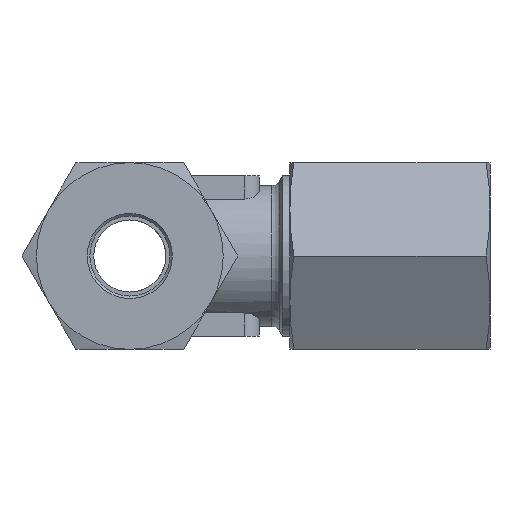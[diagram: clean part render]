
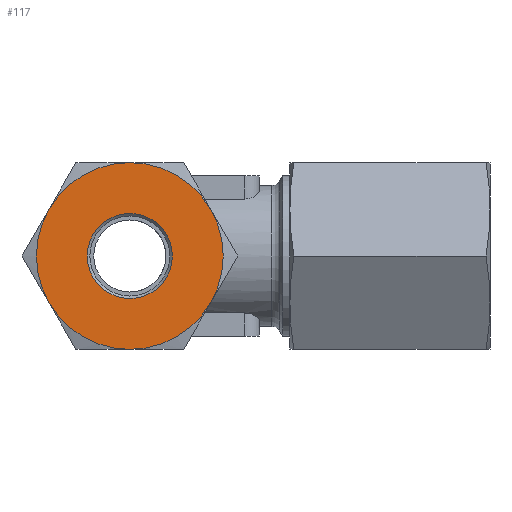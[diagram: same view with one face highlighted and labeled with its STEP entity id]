
A CAD part, left-side view. The second image highlights one B-rep face of the part: STEP entity #117.
In plain terms, the highlighted planar face has unit normal (-1, 0, 0).
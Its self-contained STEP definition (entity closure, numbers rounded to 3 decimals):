
#117 = ADVANCED_FACE( '', ( #292, #293 ), #294, .F. );
#292 = FACE_OUTER_BOUND( '', #555, .T. );
#293 = FACE_BOUND( '', #556, .T. );
#294 = PLANE( '', #557 );
#555 = EDGE_LOOP( '', ( #1045, #1046, #1047, #1048, #1049, #1050 ) );
#556 = EDGE_LOOP( '', ( #1051 ) );
#557 = AXIS2_PLACEMENT_3D( '', #1052, #1053, #1054 );
#1045 = ORIENTED_EDGE( '', *, *, #1704, .F. );
#1046 = ORIENTED_EDGE( '', *, *, #1703, .F. );
#1047 = ORIENTED_EDGE( '', *, *, #1702, .F. );
#1048 = ORIENTED_EDGE( '', *, *, #1684, .F. );
#1049 = ORIENTED_EDGE( '', *, *, #1705, .F. );
#1050 = ORIENTED_EDGE( '', *, *, #1700, .F. );
#1051 = ORIENTED_EDGE( '', *, *, #1561, .T. );
#1052 = CARTESIAN_POINT( '', ( -27., 0., 0. ) );
#1053 = DIRECTION( '', ( 1., 0., 0. ) );
#1054 = DIRECTION( '', ( 0., 0., -1. ) );
#1561 = EDGE_CURVE( '', #1815, #1815, #1816, .T. );
#1684 = EDGE_CURVE( '', #2027, #2036, #2039, .T. );
#1700 = EDGE_CURVE( '', #2049, #2067, #2068, .T. );
#1702 = EDGE_CURVE( '', #2036, #2064, #2070, .T. );
#1703 = EDGE_CURVE( '', #2064, #2058, #2071, .T. );
#1704 = EDGE_CURVE( '', #2058, #2049, #2072, .T. );
#1705 = EDGE_CURVE( '', #2067, #2027, #2073, .T. );
#1815 = VERTEX_POINT( '', #2227 );
#1816 = CIRCLE( '', #2228, 3.189 );
#2027 = VERTEX_POINT( '', #2705 );
#2036 = VERTEX_POINT( '', #2727 );
#2039 = CIRCLE( '', #2736, 7. );
#2049 = VERTEX_POINT( '', #2754 );
#2058 = VERTEX_POINT( '', #2776 );
#2064 = VERTEX_POINT( '', #2796 );
#2067 = VERTEX_POINT( '', #2807 );
#2068 = CIRCLE( '', #2808, 7. );
#2070 = CIRCLE( '', #2813, 7. );
#2071 = CIRCLE( '', #2814, 7. );
#2072 = CIRCLE( '', #2815, 7. );
#2073 = CIRCLE( '', #2816, 7. );
#2227 = CARTESIAN_POINT( '', ( -27., 0., -3.189 ) );
#2228 = AXIS2_PLACEMENT_3D( '', #3070, #3071, #3072 );
#2705 = CARTESIAN_POINT( '', ( -27., -6.062, 3.5 ) );
#2727 = CARTESIAN_POINT( '', ( -27., -6.062, -3.5 ) );
#2736 = AXIS2_PLACEMENT_3D( '', #3207, #3208, #3209 );
#2754 = CARTESIAN_POINT( '', ( -27., 6.062, 3.5 ) );
#2776 = CARTESIAN_POINT( '', ( -27., 6.062, -3.5 ) );
#2796 = CARTESIAN_POINT( '', ( -27., 0., -7. ) );
#2807 = CARTESIAN_POINT( '', ( -27., 0., 7. ) );
#2808 = AXIS2_PLACEMENT_3D( '', #3213, #3214, #3215 );
#2813 = AXIS2_PLACEMENT_3D( '', #3216, #3217, #3218 );
#2814 = AXIS2_PLACEMENT_3D( '', #3219, #3220, #3221 );
#2815 = AXIS2_PLACEMENT_3D( '', #3222, #3223, #3224 );
#2816 = AXIS2_PLACEMENT_3D( '', #3225, #3226, #3227 );
#3070 = CARTESIAN_POINT( '', ( -27., 0., 0. ) );
#3071 = DIRECTION( '', ( 1., 0., 0. ) );
#3072 = DIRECTION( '', ( 0., 0., -1. ) );
#3207 = CARTESIAN_POINT( '', ( -27., 0., 0. ) );
#3208 = DIRECTION( '', ( 1., 0., 0. ) );
#3209 = DIRECTION( '', ( 0., 0., -1. ) );
#3213 = CARTESIAN_POINT( '', ( -27., 0., 0. ) );
#3214 = DIRECTION( '', ( 1., 0., 0. ) );
#3215 = DIRECTION( '', ( 0., 0., -1. ) );
#3216 = CARTESIAN_POINT( '', ( -27., 0., 0. ) );
#3217 = DIRECTION( '', ( 1., 0., 0. ) );
#3218 = DIRECTION( '', ( 0., 0., -1. ) );
#3219 = CARTESIAN_POINT( '', ( -27., 0., 0. ) );
#3220 = DIRECTION( '', ( 1., 0., 0. ) );
#3221 = DIRECTION( '', ( 0., 0., -1. ) );
#3222 = CARTESIAN_POINT( '', ( -27., 0., 0. ) );
#3223 = DIRECTION( '', ( 1., 0., 0. ) );
#3224 = DIRECTION( '', ( 0., 0., -1. ) );
#3225 = CARTESIAN_POINT( '', ( -27., 0., 0. ) );
#3226 = DIRECTION( '', ( 1., 0., 0. ) );
#3227 = DIRECTION( '', ( 0., 0., -1. ) );
